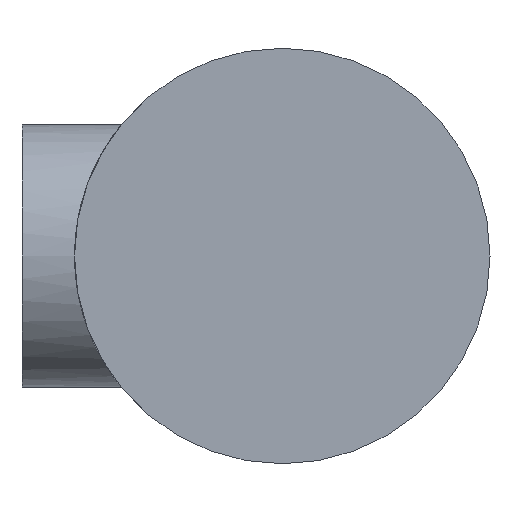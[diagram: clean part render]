
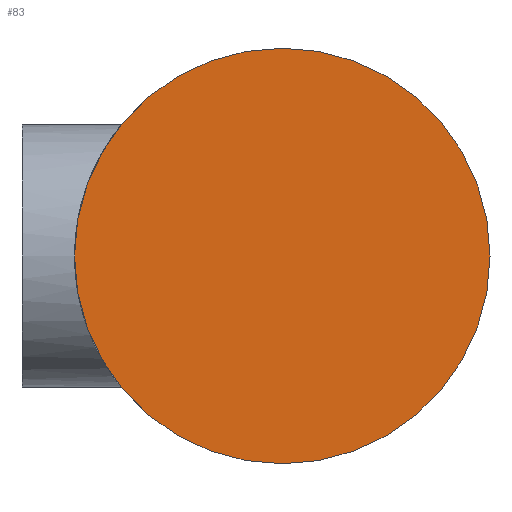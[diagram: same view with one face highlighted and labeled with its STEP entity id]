
A CAD part, front view. The second image highlights one B-rep face of the part: STEP entity #83.
In plain terms, the highlighted planar face has unit normal (0, -1, 0).
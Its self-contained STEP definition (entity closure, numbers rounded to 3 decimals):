
#15=PLANE('',#113);
#20=FACE_OUTER_BOUND('',#26,.T.);
#26=EDGE_LOOP('',(#66,#67));
#33=CIRCLE('',#109,47.5);
#34=CIRCLE('',#111,47.5);
#43=VERTEX_POINT('',#150);
#45=VERTEX_POINT('',#154);
#51=EDGE_CURVE('',#43,#45,#33,.T.);
#52=EDGE_CURVE('',#45,#43,#34,.T.);
#66=ORIENTED_EDGE('',*,*,#52,.T.);
#67=ORIENTED_EDGE('',*,*,#51,.T.);
#83=ADVANCED_FACE('',(#20),#15,.F.);
#109=AXIS2_PLACEMENT_3D('',#213,#126,#127);
#111=AXIS2_PLACEMENT_3D('',#215,#130,#131);
#113=AXIS2_PLACEMENT_3D('',#275,#134,#135);
#126=DIRECTION('center_axis',(0.,-1.,0.));
#127=DIRECTION('ref_axis',(-1.,0.,0.));
#130=DIRECTION('center_axis',(0.,-1.,0.));
#131=DIRECTION('ref_axis',(-1.,0.,0.));
#134=DIRECTION('center_axis',(0.,1.,0.));
#135=DIRECTION('ref_axis',(0.,0.,1.));
#150=CARTESIAN_POINT('',(107.,-30.,0.));
#154=CARTESIAN_POINT('',(12.,-30.,0.));
#213=CARTESIAN_POINT('Origin',(59.5,-30.,0.));
#215=CARTESIAN_POINT('Origin',(59.5,-30.,0.));
#275=CARTESIAN_POINT('Origin',(59.5,-30.,0.));
